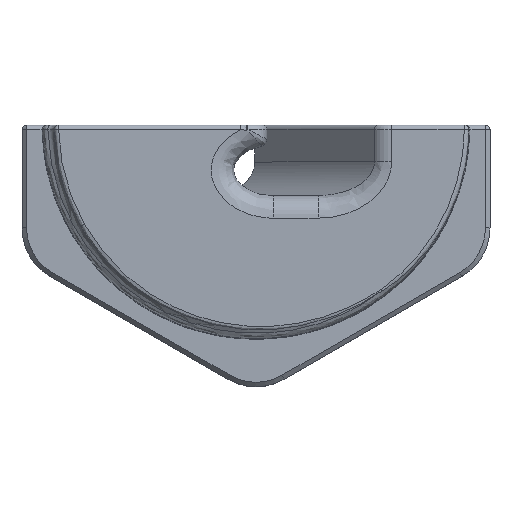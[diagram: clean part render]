
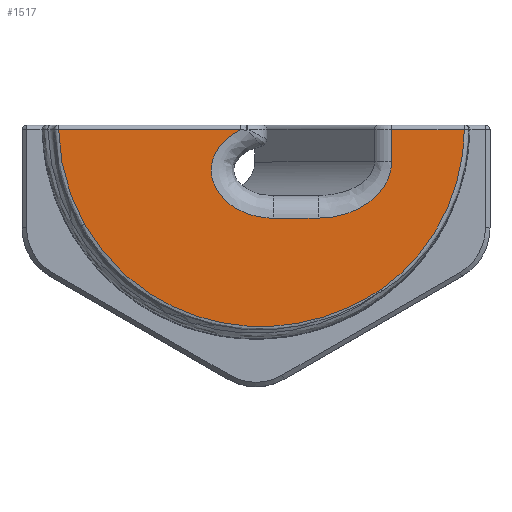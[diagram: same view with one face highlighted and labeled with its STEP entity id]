
A CAD part, top view. The second image highlights one B-rep face of the part: STEP entity #1517.
In plain terms, the highlighted planar face has unit normal (0, 0, 1).
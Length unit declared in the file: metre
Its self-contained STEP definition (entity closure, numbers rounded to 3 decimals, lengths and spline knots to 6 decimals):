
#31=ELLIPSE('',#1652,0.005548,0.00425);
#32=ELLIPSE('',#1653,0.006527,0.005);
#205=LINE('',#4004,#287);
#206=LINE('',#4028,#288);
#207=LINE('',#4030,#289);
#208=LINE('',#4034,#290);
#287=VECTOR('',#1862,1.);
#288=VECTOR('',#1863,1.);
#289=VECTOR('',#1864,1.);
#290=VECTOR('',#1867,1.);
#432=ORIENTED_EDGE('',*,*,#894,.T.);
#433=ORIENTED_EDGE('',*,*,#895,.T.);
#434=ORIENTED_EDGE('',*,*,#896,.T.);
#435=ORIENTED_EDGE('',*,*,#897,.T.);
#436=ORIENTED_EDGE('',*,*,#898,.T.);
#437=ORIENTED_EDGE('',*,*,#899,.T.);
#438=ORIENTED_EDGE('',*,*,#900,.T.);
#439=ORIENTED_EDGE('',*,*,#901,.T.);
#440=ORIENTED_EDGE('',*,*,#902,.T.);
#894=EDGE_CURVE('',#1118,#1119,#31,.F.);
#895=EDGE_CURVE('',#1119,#1120,#205,.F.);
#896=EDGE_CURVE('',#1120,#1121,#1204,.T.);
#897=EDGE_CURVE('',#1121,#1122,#1205,.T.);
#898=EDGE_CURVE('',#1122,#1123,#1206,.T.);
#899=EDGE_CURVE('',#1123,#1124,#206,.F.);
#900=EDGE_CURVE('',#1124,#1125,#207,.F.);
#901=EDGE_CURVE('',#1125,#1126,#32,.F.);
#902=EDGE_CURVE('',#1126,#1118,#208,.F.);
#1118=VERTEX_POINT('',#4002);
#1119=VERTEX_POINT('',#4003);
#1120=VERTEX_POINT('',#4005);
#1121=VERTEX_POINT('',#4010);
#1122=VERTEX_POINT('',#4019);
#1123=VERTEX_POINT('',#4027);
#1124=VERTEX_POINT('',#4029);
#1125=VERTEX_POINT('',#4031);
#1126=VERTEX_POINT('',#4033);
#1204=B_SPLINE_CURVE_WITH_KNOTS('',3,(#4006,#4007,#4008,#4009),
 .UNSPECIFIED.,.F.,.F.,(4,4),(0.045835,0.054604),
 .UNSPECIFIED.);
#1205=B_SPLINE_CURVE_WITH_KNOTS('',3,(#4011,#4012,#4013,#4014,#4015,#4016,
#4017,#4018),.UNSPECIFIED.,.F.,.F.,(4,1,1,1,1,4),(0.,0.007551,
0.011327,0.015102,0.022653,0.030204),
 .UNSPECIFIED.);
#1206=B_SPLINE_CURVE_WITH_KNOTS('',3,(#4020,#4021,#4022,#4023,#4024,#4025,
#4026),.UNSPECIFIED.,.F.,.F.,(4,1,1,1,4),(0.,0.004176,0.008352,
0.012529,0.016705),.UNSPECIFIED.);
#1278=EDGE_LOOP('',(#432,#433,#434,#435,#436,#437,#438,#439,#440));
#1384=FACE_BOUND('',#1278,.T.);
#1479=PLANE('',#1651);
#1517=ADVANCED_FACE('',(#1384),#1479,.T.);
#1651=AXIS2_PLACEMENT_3D('',#4000,#1858,#1859);
#1652=AXIS2_PLACEMENT_3D('',#4001,#1860,#1861);
#1653=AXIS2_PLACEMENT_3D('',#4032,#1865,#1866);
#1858=DIRECTION('',(0.,0.,1.));
#1859=DIRECTION('',(0.866,-0.5,0.));
#1860=DIRECTION('',(0.,0.,1.));
#1861=DIRECTION('',(1.,0.,0.));
#1862=DIRECTION('',(1.,0.,0.));
#1863=DIRECTION('',(1.,0.,0.));
#1864=DIRECTION('',(0.,1.,0.));
#1865=DIRECTION('',(0.,0.,1.));
#1866=DIRECTION('',(1.,0.,0.));
#1867=DIRECTION('',(1.,0.,0.));
#4000=CARTESIAN_POINT('',(0.,0.,0.014));
#4001=CARTESIAN_POINT('',(0.001585,-0.004,0.014));
#4002=CARTESIAN_POINT('',(0.001585,-0.00825,0.014));
#4003=CARTESIAN_POINT('',(-0.001364,-0.0004,0.014));
#4004=CARTESIAN_POINT('',(-0.017509,-0.0004,0.014));
#4005=CARTESIAN_POINT('',(-0.017505,-0.0004,0.014));
#4006=CARTESIAN_POINT('',(-0.017505,-0.0004,0.014));
#4007=CARTESIAN_POINT('',(-0.017448,-0.003327,0.014));
#4008=CARTESIAN_POINT('',(-0.016656,-0.00623,0.014));
#4009=CARTESIAN_POINT('',(-0.015202,-0.008794,0.014));
#4010=CARTESIAN_POINT('',(-0.015202,-0.008794,0.014));
#4011=CARTESIAN_POINT('',(-0.015202,-0.008794,0.014));
#4012=CARTESIAN_POINT('',(-0.01395,-0.011003,0.014));
#4013=CARTESIAN_POINT('',(-0.011385,-0.01387,0.014));
#4014=CARTESIAN_POINT('',(-0.006997,-0.016408,0.014));
#4015=CARTESIAN_POINT('',(-0.002214,-0.017975,0.014));
#4016=CARTESIAN_POINT('',(0.004233,-0.018008,0.014));
#4017=CARTESIAN_POINT('',(0.008985,-0.015973,0.014));
#4018=CARTESIAN_POINT('',(0.011095,-0.014563,0.014));
#4019=CARTESIAN_POINT('',(0.011095,-0.014563,0.014));
#4020=CARTESIAN_POINT('',(0.011095,-0.014563,0.014));
#4021=CARTESIAN_POINT('',(0.012252,-0.013789,0.014));
#4022=CARTESIAN_POINT('',(0.014311,-0.011885,0.014));
#4023=CARTESIAN_POINT('',(0.01664,-0.008429,0.014));
#4024=CARTESIAN_POINT('',(0.018097,-0.004546,0.014));
#4025=CARTESIAN_POINT('',(0.018451,-0.001771,0.014));
#4026=CARTESIAN_POINT('',(0.018463,-0.0004,0.014));
#4027=CARTESIAN_POINT('',(0.018463,-0.0004,0.014));
#4028=CARTESIAN_POINT('',(0.012028,-0.0004,0.014));
#4029=CARTESIAN_POINT('',(0.012028,-0.0004,0.014));
#4030=CARTESIAN_POINT('',(0.012028,-0.00325,0.014));
#4031=CARTESIAN_POINT('',(0.012028,-0.00325,0.014));
#4032=CARTESIAN_POINT('',(0.005501,-0.00325,0.014));
#4033=CARTESIAN_POINT('',(0.005501,-0.00825,0.014));
#4034=CARTESIAN_POINT('',(0.003263,-0.00825,0.014));
